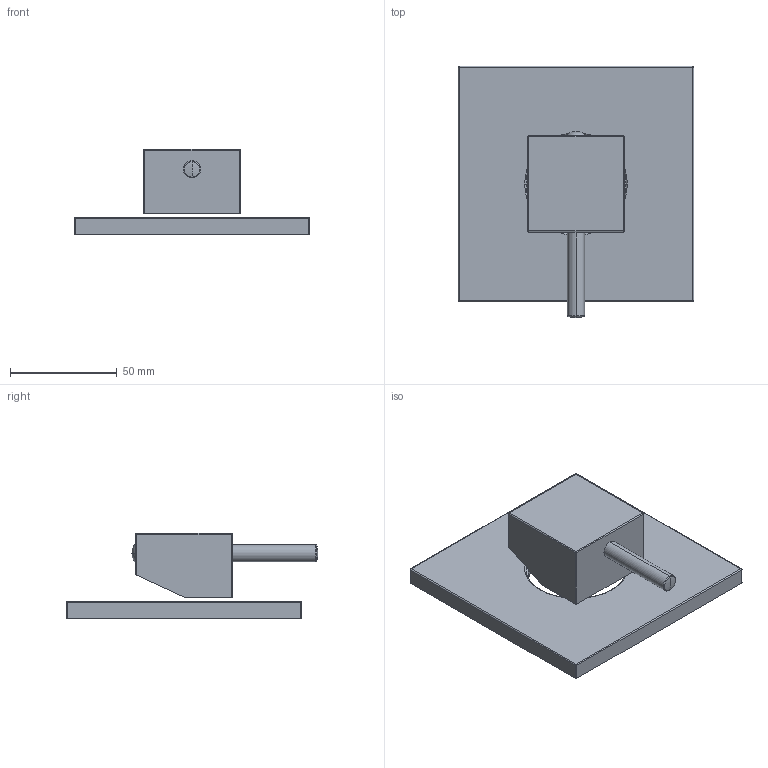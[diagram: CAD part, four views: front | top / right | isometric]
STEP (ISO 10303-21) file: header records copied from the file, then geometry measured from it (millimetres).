
FILE_DESCRIPTION((''),'2;1');
FILE_NAME('LEA010CREST','2021-11-04T10:41:30',('ut3'),('PAFFONI SpA'),'CREO PARAMETRIC BY PTC INC, 2020044','CREO PARAMETRIC BY PTC INC, 2020044','');
FILE_SCHEMA(('CONFIG_CONTROL_DESIGN','SHAPE_APPEARANCE_LAYERS_GROUPS'));
Length unit declared in the file: millimetre
Products named in the file (1): LEA010CREST
Bounding box: 110 x 117.5 x 40 mm (x, y, z)
Volume: 77546.6 mm3; surface area: 48977.6 mm2
Topology: 2 solids, 3 shells, 211 faces, 506 edges, 310 vertices
Faces by surface type: plane 101, cylinder 66, sphere 16, torus 16, cone 12
Entity records: 7975 total; most frequent: CARTESIAN_POINT 1111, DIRECTION 1080, ORIENTED_EDGE 1004, EDGE_CURVE 502, AXIS2_PLACEMENT_3D 385, VECTOR 310, LINE 310, VERTEX_POINT 310
